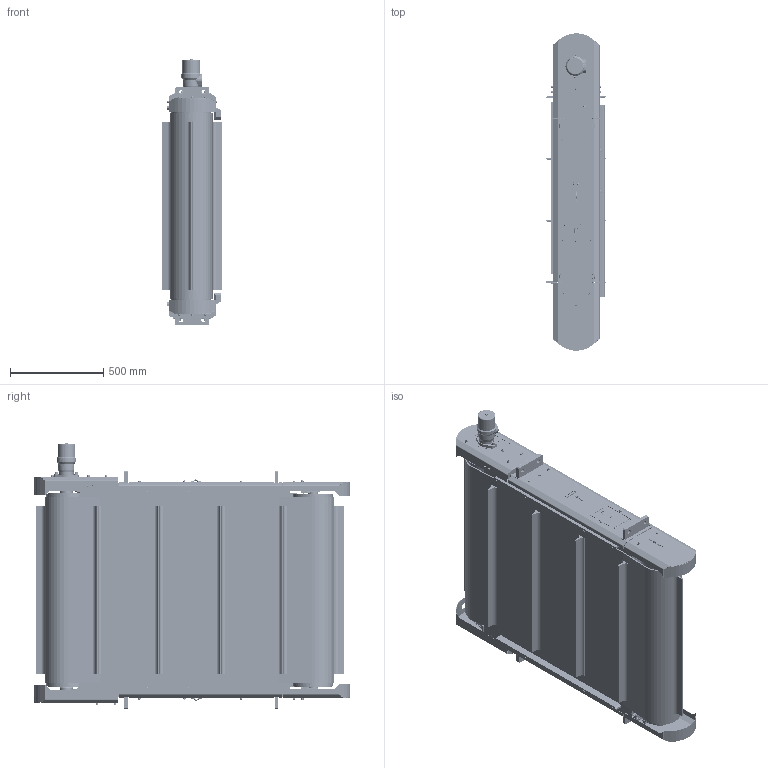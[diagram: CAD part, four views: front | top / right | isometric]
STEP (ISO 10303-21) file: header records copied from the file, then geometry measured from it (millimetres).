
FILE_DESCRIPTION(/* description */ (''),/* implementation_level */ '2;1');
FILE_NAME(/* name */ 'RONC080551.stp',/* time_stamp */ '2023-04-20T14:58:51+02:00',/* author */ ('PH'),/* organization */ (''),/* preprocessor_version */ 'ST-DEVELOPER v18.1',/* originating_system */ 'Autodesk Inventor 2021',/* authorisation */ '');
FILE_SCHEMA (('AUTOMOTIVE_DESIGN { 1 0 10303 214 3 1 1 }'));
Products named in the file (1): RONC080551
Bounding box: 319.9 x 1697.3 x 1429.1 mm (x, y, z)
Volume: 66007720.3 mm3; surface area: 21131053.6 mm2
Topology: 22 solids, 22 shells, 5876 faces, 15240 edges, 9684 vertices
Faces by surface type: plane 3523, cylinder 1397, cone 593, bspline 219, torus 128, sphere 16
Full cylindrical faces by diameter (mm): 4 x4, 4.917 x3, 5 x2, 5.459 x4, 6 x73, 6.4 x4, 6.5 x10, 6.6 x10, 6.647 x9, 6.917 x4, 7 x28, 7.318 x2, 7.323 x11, 7.782 x2, 8 x55, 8.376 x1, 8.4 x22, 8.566 x4, 8.7 x4, 9 x20, 9.188 x7, 9.59 x4, 9.6 x4, 9.728 x2, 9.9 x10, 10 x28, 10.5 x5, 11 x13, 11.053 x2, 11.4 x11
Entity records: 190913 total; most frequent: CARTESIAN_POINT 42458, ORIENTED_EDGE 30298, DIRECTION 28875, EDGE_CURVE 15149, AXIS2_PLACEMENT_3D 9804, VERTEX_POINT 9696, LINE 9267, VECTOR 9267
